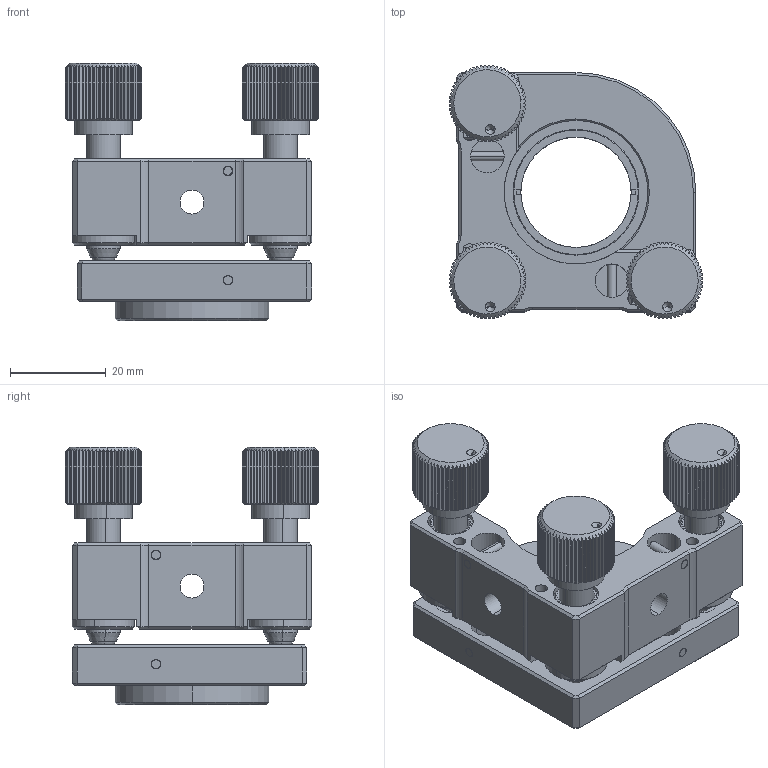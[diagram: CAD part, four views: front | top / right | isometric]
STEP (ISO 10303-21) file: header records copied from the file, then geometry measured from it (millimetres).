
FILE_DESCRIPTION (( 'STEP AP203' ), '1' );
FILE_NAME ('OMHS25.4-C.STEP', '2018-12-10T02:18:36', ( '' ), ( '' ), 'SwSTEP 2.0', 'SolidWorks 2016', '' );
FILE_SCHEMA (( 'CONFIG_CONTROL_DESIGN' ));
Length unit declared in the file: millimetre
Products named in the file (1): OMHS25.4-C
Bounding box: 52.99 x 52.99 x 53.8 mm (x, y, z)
Surface area: 23215.6 mm2 (no closed solid volume)
Topology: 0 solids, 30 shells, 1016 faces, 2794 edges, 1798 vertices
Faces by surface type: plane 499, cylinder 267, cone 244, torus 6
Entity records: 33045 total; most frequent: CARTESIAN_POINT 8333, ORIENTED_EDGE 5156, DIRECTION 4879, EDGE_CURVE 2780, AXIS2_PLACEMENT_3D 1848, VERTEX_POINT 1794, VECTOR 1183, LINE 1183
